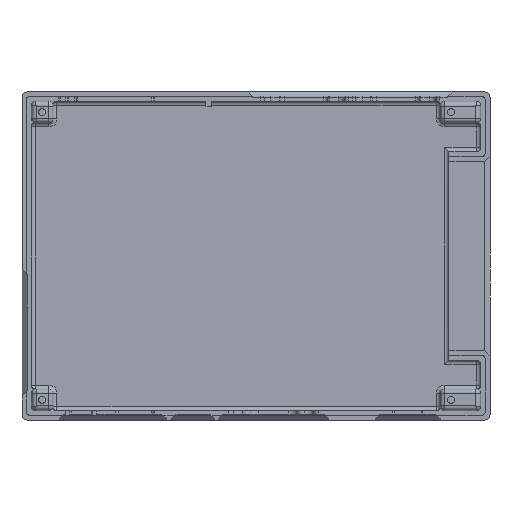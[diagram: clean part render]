
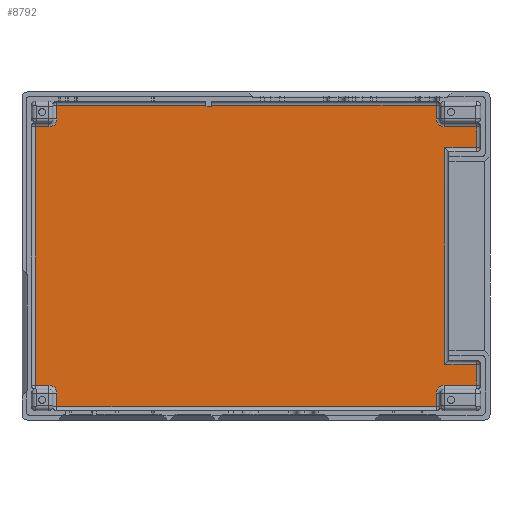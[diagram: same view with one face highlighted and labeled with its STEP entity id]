
A CAD part, front view. The second image highlights one B-rep face of the part: STEP entity #8792.
In plain terms, the highlighted planar face has unit normal (0, -1, 0).
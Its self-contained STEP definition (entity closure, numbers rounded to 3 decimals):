
#257=PLANE('',#9384);
#529=FACE_OUTER_BOUND('',#1055,.T.);
#1055=EDGE_LOOP('',(#6162,#6163,#6164,#6165,#6166,#6167,#6168,#6169,#6170,
#6171,#6172,#6173,#6174,#6175,#6176,#6177,#6178,#6179,#6180,#6181,#6182,
#6183,#6184,#6185));
#1656=LINE('',#13104,#2555);
#1659=LINE('',#13111,#2558);
#1661=LINE('',#13117,#2560);
#1675=LINE('',#13176,#2574);
#1676=LINE('',#13178,#2575);
#1677=LINE('',#13182,#2576);
#1678=LINE('',#13184,#2577);
#1679=LINE('',#13186,#2578);
#1680=LINE('',#13190,#2579);
#1681=LINE('',#13192,#2580);
#1682=LINE('',#13194,#2581);
#1683=LINE('',#13198,#2582);
#1684=LINE('',#13200,#2583);
#1685=LINE('',#13202,#2584);
#1686=LINE('',#13204,#2585);
#1687=LINE('',#13206,#2586);
#1688=LINE('',#13208,#2587);
#1689=LINE('',#13210,#2588);
#1690=LINE('',#13214,#2589);
#1691=LINE('',#13215,#2590);
#2555=VECTOR('',#10412,10.);
#2558=VECTOR('',#10419,10.);
#2560=VECTOR('',#10425,10.);
#2574=VECTOR('',#10479,10.);
#2575=VECTOR('',#10480,10.);
#2576=VECTOR('',#10483,10.);
#2577=VECTOR('',#10484,10.);
#2578=VECTOR('',#10485,10.);
#2579=VECTOR('',#10488,10.);
#2580=VECTOR('',#10489,10.);
#2581=VECTOR('',#10490,10.);
#2582=VECTOR('',#10493,10.);
#2583=VECTOR('',#10494,10.);
#2584=VECTOR('',#10495,10.);
#2585=VECTOR('',#10496,10.);
#2586=VECTOR('',#10497,10.);
#2587=VECTOR('',#10498,10.);
#2588=VECTOR('',#10499,10.);
#2589=VECTOR('',#10502,10.);
#2590=VECTOR('',#10503,10.);
#3423=CIRCLE('',#9385,3.);
#3424=CIRCLE('',#9386,3.);
#3425=CIRCLE('',#9387,3.);
#3426=CIRCLE('',#9388,3.);
#3823=VERTEX_POINT('',#13101);
#3824=VERTEX_POINT('',#13103);
#3826=VERTEX_POINT('',#13109);
#3828=VERTEX_POINT('',#13115);
#3853=VERTEX_POINT('',#13175);
#3854=VERTEX_POINT('',#13177);
#3855=VERTEX_POINT('',#13179);
#3856=VERTEX_POINT('',#13181);
#3857=VERTEX_POINT('',#13183);
#3858=VERTEX_POINT('',#13185);
#3859=VERTEX_POINT('',#13187);
#3860=VERTEX_POINT('',#13189);
#3861=VERTEX_POINT('',#13191);
#3862=VERTEX_POINT('',#13193);
#3863=VERTEX_POINT('',#13195);
#3864=VERTEX_POINT('',#13197);
#3865=VERTEX_POINT('',#13199);
#3866=VERTEX_POINT('',#13201);
#3867=VERTEX_POINT('',#13203);
#3868=VERTEX_POINT('',#13205);
#3869=VERTEX_POINT('',#13207);
#3870=VERTEX_POINT('',#13209);
#3871=VERTEX_POINT('',#13211);
#3872=VERTEX_POINT('',#13213);
#4692=EDGE_CURVE('',#3824,#3823,#1656,.T.);
#4696=EDGE_CURVE('',#3826,#3823,#1659,.T.);
#4699=EDGE_CURVE('',#3826,#3828,#1661,.T.);
#4728=EDGE_CURVE('',#3853,#3828,#1675,.T.);
#4729=EDGE_CURVE('',#3854,#3853,#1676,.T.);
#4730=EDGE_CURVE('',#3855,#3854,#3423,.T.);
#4731=EDGE_CURVE('',#3856,#3855,#1677,.T.);
#4732=EDGE_CURVE('',#3857,#3856,#1678,.T.);
#4733=EDGE_CURVE('',#3858,#3857,#1679,.T.);
#4734=EDGE_CURVE('',#3859,#3858,#3424,.T.);
#4735=EDGE_CURVE('',#3860,#3859,#1680,.T.);
#4736=EDGE_CURVE('',#3861,#3860,#1681,.T.);
#4737=EDGE_CURVE('',#3862,#3861,#1682,.T.);
#4738=EDGE_CURVE('',#3863,#3862,#3425,.T.);
#4739=EDGE_CURVE('',#3864,#3863,#1683,.T.);
#4740=EDGE_CURVE('',#3865,#3864,#1684,.T.);
#4741=EDGE_CURVE('',#3866,#3865,#1685,.T.);
#4742=EDGE_CURVE('',#3867,#3866,#1686,.T.);
#4743=EDGE_CURVE('',#3868,#3867,#1687,.T.);
#4744=EDGE_CURVE('',#3869,#3868,#1688,.T.);
#4745=EDGE_CURVE('',#3870,#3869,#1689,.T.);
#4746=EDGE_CURVE('',#3871,#3870,#3426,.T.);
#4747=EDGE_CURVE('',#3872,#3871,#1690,.T.);
#4748=EDGE_CURVE('',#3824,#3872,#1691,.T.);
#6162=ORIENTED_EDGE('',*,*,#4696,.F.);
#6163=ORIENTED_EDGE('',*,*,#4699,.T.);
#6164=ORIENTED_EDGE('',*,*,#4728,.F.);
#6165=ORIENTED_EDGE('',*,*,#4729,.F.);
#6166=ORIENTED_EDGE('',*,*,#4730,.F.);
#6167=ORIENTED_EDGE('',*,*,#4731,.F.);
#6168=ORIENTED_EDGE('',*,*,#4732,.F.);
#6169=ORIENTED_EDGE('',*,*,#4733,.F.);
#6170=ORIENTED_EDGE('',*,*,#4734,.F.);
#6171=ORIENTED_EDGE('',*,*,#4735,.F.);
#6172=ORIENTED_EDGE('',*,*,#4736,.F.);
#6173=ORIENTED_EDGE('',*,*,#4737,.F.);
#6174=ORIENTED_EDGE('',*,*,#4738,.F.);
#6175=ORIENTED_EDGE('',*,*,#4739,.F.);
#6176=ORIENTED_EDGE('',*,*,#4740,.F.);
#6177=ORIENTED_EDGE('',*,*,#4741,.F.);
#6178=ORIENTED_EDGE('',*,*,#4742,.F.);
#6179=ORIENTED_EDGE('',*,*,#4743,.F.);
#6180=ORIENTED_EDGE('',*,*,#4744,.F.);
#6181=ORIENTED_EDGE('',*,*,#4745,.F.);
#6182=ORIENTED_EDGE('',*,*,#4746,.F.);
#6183=ORIENTED_EDGE('',*,*,#4747,.F.);
#6184=ORIENTED_EDGE('',*,*,#4748,.F.);
#6185=ORIENTED_EDGE('',*,*,#4692,.T.);
#8792=ADVANCED_FACE('',(#529),#257,.T.);
#9384=AXIS2_PLACEMENT_3D('',#13174,#10477,#10478);
#9385=AXIS2_PLACEMENT_3D('',#13180,#10481,#10482);
#9386=AXIS2_PLACEMENT_3D('',#13188,#10486,#10487);
#9387=AXIS2_PLACEMENT_3D('',#13196,#10491,#10492);
#9388=AXIS2_PLACEMENT_3D('',#13212,#10500,#10501);
#10412=DIRECTION('',(0.,0.,-1.));
#10419=DIRECTION('',(1.,0.,0.));
#10425=DIRECTION('',(0.,0.,1.));
#10477=DIRECTION('center_axis',(0.,-1.,0.));
#10478=DIRECTION('ref_axis',(1.,0.,0.));
#10479=DIRECTION('',(1.,0.,0.));
#10480=DIRECTION('',(0.,0.,1.));
#10481=DIRECTION('center_axis',(0.,-1.,0.));
#10482=DIRECTION('ref_axis',(0.707,0.,-0.707));
#10483=DIRECTION('',(1.,0.,0.));
#10484=DIRECTION('',(0.,0.,1.));
#10485=DIRECTION('',(-1.,0.,0.));
#10486=DIRECTION('center_axis',(0.,-1.,0.));
#10487=DIRECTION('ref_axis',(0.707,0.,0.707));
#10488=DIRECTION('',(0.,0.,1.));
#10489=DIRECTION('',(-1.,0.,0.));
#10490=DIRECTION('',(0.,0.,-1.));
#10491=DIRECTION('center_axis',(0.,-1.,0.));
#10492=DIRECTION('ref_axis',(-0.707,0.,0.707));
#10493=DIRECTION('',(-1.,0.,0.));
#10494=DIRECTION('',(0.,0.,-1.));
#10495=DIRECTION('',(1.,0.,0.));
#10496=DIRECTION('',(0.,0.,-1.));
#10497=DIRECTION('',(-1.,0.,0.));
#10498=DIRECTION('',(0.,0.,-1.));
#10499=DIRECTION('',(1.,0.,0.));
#10500=DIRECTION('center_axis',(0.,-1.,0.));
#10501=DIRECTION('ref_axis',(-0.707,0.,-0.707));
#10502=DIRECTION('',(0.,0.,-1.));
#10503=DIRECTION('',(1.,0.,0.));
#13101=CARTESIAN_POINT('',(-21.866,18.84,46.711));
#13103=CARTESIAN_POINT('',(-21.866,18.84,47.211));
#13104=CARTESIAN_POINT('',(-21.866,18.84,37.563));
#13109=CARTESIAN_POINT('',(-23.866,18.84,46.711));
#13111=CARTESIAN_POINT('',(21.784,18.84,46.711));
#13115=CARTESIAN_POINT('',(-23.866,18.84,47.211));
#13117=CARTESIAN_POINT('',(-23.866,18.84,37.563));
#13174=CARTESIAN_POINT('Origin',(66.434,18.84,26.415));
#13175=CARTESIAN_POINT('',(-79.266,18.84,47.211));
#13176=CARTESIAN_POINT('',(31.829,18.84,47.211));
#13177=CARTESIAN_POINT('',(-79.266,18.84,42.211));
#13178=CARTESIAN_POINT('',(-79.266,18.84,33.563));
#13179=CARTESIAN_POINT('',(-82.266,18.84,39.211));
#13180=CARTESIAN_POINT('Origin',(-82.266,18.84,42.211));
#13181=CARTESIAN_POINT('',(-87.266,18.84,39.211));
#13182=CARTESIAN_POINT('',(-11.166,18.84,39.211));
#13183=CARTESIAN_POINT('',(-87.266,18.84,-56.789));
#13184=CARTESIAN_POINT('',(-87.266,18.84,37.063));
#13185=CARTESIAN_POINT('',(-82.266,18.84,-56.789));
#13186=CARTESIAN_POINT('',(-7.166,18.84,-56.789));
#13187=CARTESIAN_POINT('',(-79.266,18.84,-59.789));
#13188=CARTESIAN_POINT('Origin',(-82.266,18.84,-59.789));
#13189=CARTESIAN_POINT('',(-79.266,18.84,-64.789));
#13190=CARTESIAN_POINT('',(-79.266,18.84,-19.937));
#13191=CARTESIAN_POINT('',(61.734,18.84,-64.789));
#13192=CARTESIAN_POINT('',(62.262,18.84,-64.789));
#13193=CARTESIAN_POINT('',(61.734,18.84,-59.789));
#13194=CARTESIAN_POINT('',(61.734,18.84,-15.937));
#13195=CARTESIAN_POINT('',(64.734,18.84,-56.789));
#13196=CARTESIAN_POINT('Origin',(64.734,18.84,-59.789));
#13197=CARTESIAN_POINT('',(76.734,18.84,-56.789));
#13198=CARTESIAN_POINT('',(68.834,18.84,-56.789));
#13199=CARTESIAN_POINT('',(76.734,18.84,-49.004));
#13200=CARTESIAN_POINT('',(76.734,18.84,28.665));
#13201=CARTESIAN_POINT('',(64.934,18.84,-49.004));
#13202=CARTESIAN_POINT('',(71.834,18.84,-49.004));
#13203=CARTESIAN_POINT('',(64.934,18.84,31.415));
#13204=CARTESIAN_POINT('',(64.934,18.84,-10.295));
#13205=CARTESIAN_POINT('',(76.734,18.84,31.415));
#13206=CARTESIAN_POINT('',(66.434,18.84,31.415));
#13207=CARTESIAN_POINT('',(76.734,18.84,39.211));
#13208=CARTESIAN_POINT('',(76.734,18.84,28.665));
#13209=CARTESIAN_POINT('',(64.734,18.84,39.211));
#13210=CARTESIAN_POINT('',(64.834,18.84,39.211));
#13211=CARTESIAN_POINT('',(61.734,18.84,42.211));
#13212=CARTESIAN_POINT('Origin',(64.734,18.84,42.211));
#13213=CARTESIAN_POINT('',(61.734,18.84,47.211));
#13214=CARTESIAN_POINT('',(61.734,18.84,37.563));
#13215=CARTESIAN_POINT('',(31.829,18.84,47.211));
